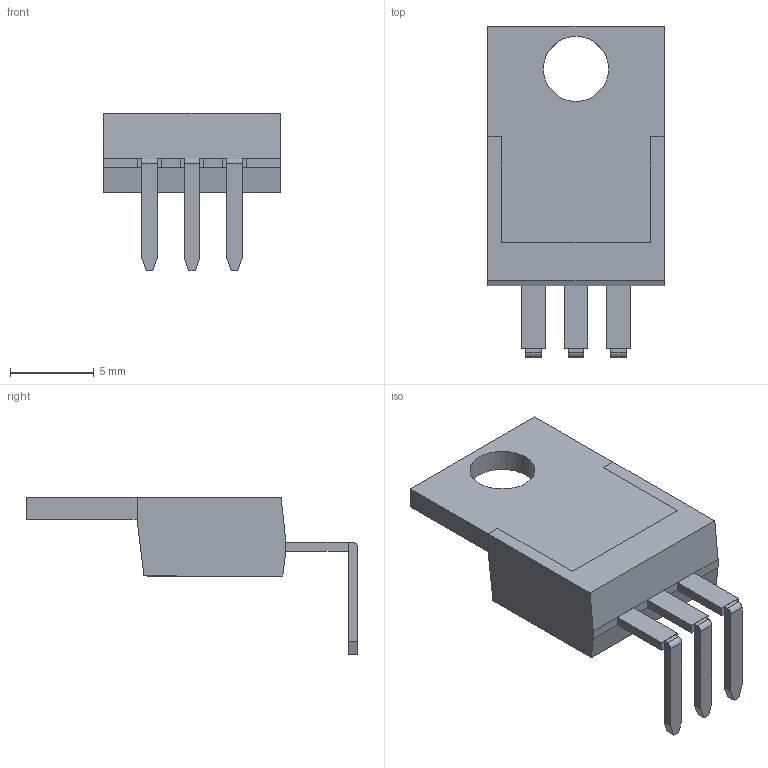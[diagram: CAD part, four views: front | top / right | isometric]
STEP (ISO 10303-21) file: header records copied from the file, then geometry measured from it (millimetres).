
FILE_DESCRIPTION(/* description */ (''),/* implementation_level */ '2;1');
FILE_NAME(/* name */ 'TO-220-HFLIP.stp',/* time_stamp */ '2020-04-13T18:25:45-04:00',/* author */ ('huesof'),/* organization */ (''),/* preprocessor_version */ 'ST-DEVELOPER v18',/* originating_system */ 'Autodesk Inventor 2020',/* authorisation */ '');
FILE_SCHEMA (('AUTOMOTIVE_DESIGN { 1 0 10303 214 3 1 1 }'));
Length unit declared in the file: millimetre
Products named in the file (1): TO-220-HFLIP
Bounding box: 10.54 x 19.77 x 9.4 mm (x, y, z)
Volume: 522.5 mm3; surface area: 760.5 mm2
Topology: 8 solids, 8 shells, 71 faces, 162 edges, 108 vertices
Faces by surface type: plane 66, cylinder 5
Full cylindrical faces by diameter (mm): 1.6 x1, 3.89 x1
Entity records: 2022 total; most frequent: CARTESIAN_POINT 342, ORIENTED_EDGE 324, DIRECTION 316, EDGE_CURVE 162, LINE 152, VECTOR 152, VERTEX_POINT 108, AXIS2_PLACEMENT_3D 82
